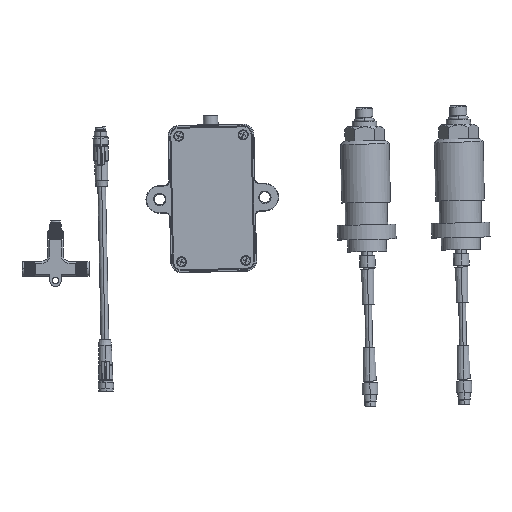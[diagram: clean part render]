
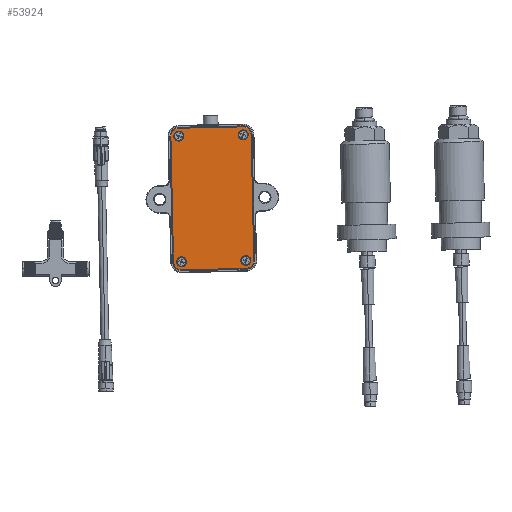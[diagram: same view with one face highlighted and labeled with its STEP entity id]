
A CAD part, front view. The second image highlights one B-rep face of the part: STEP entity #53924.
In plain terms, the highlighted face is planar.
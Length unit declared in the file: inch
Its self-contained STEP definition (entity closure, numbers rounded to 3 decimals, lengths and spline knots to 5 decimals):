
#48651=CARTESIAN_POINT('',(-0.82677,-0.23622,
-1.09449));
#48652=DIRECTION('',(0.,0.,-1.));
#48653=DIRECTION('',(0.,-1.,0.));
#48654=AXIS2_PLACEMENT_3D('',#48651,#48652,#48653);
#48656=CARTESIAN_POINT('',(0.82677,-0.23622,
-1.09449));
#48657=DIRECTION('',(0.,0.,-1.));
#48658=DIRECTION('',(1.,0.,0.));
#48659=AXIS2_PLACEMENT_3D('',#48656,#48657,#48658);
#48661=CARTESIAN_POINT('',(0.82677,2.99213,
-1.09449));
#48662=DIRECTION('',(0.,0.,-1.));
#48663=DIRECTION('',(0.,1.,0.));
#48664=AXIS2_PLACEMENT_3D('',#48661,#48662,#48663);
#48666=CARTESIAN_POINT('',(-0.82677,2.99213,
-1.09449));
#48667=DIRECTION('',(0.,0.,-1.));
#48668=DIRECTION('',(-1.,0.,0.));
#48669=AXIS2_PLACEMENT_3D('',#48666,#48667,#48668);
#48671=CARTESIAN_POINT('',(0.82677,-0.23622,
-1.09449));
#48672=DIRECTION('',(0.,0.,1.));
#48673=DIRECTION('',(-1.,0.,0.));
#48674=AXIS2_PLACEMENT_3D('',#48671,#48672,#48673);
#48676=CARTESIAN_POINT('',(0.82677,-0.23622,
-1.09449));
#48677=DIRECTION('',(0.,0.,1.));
#48678=DIRECTION('',(1.,0.,0.));
#48679=AXIS2_PLACEMENT_3D('',#48676,#48677,#48678);
#48681=CARTESIAN_POINT('',(-0.82677,-0.23622,
-1.09449));
#48682=DIRECTION('',(0.,0.,1.));
#48683=DIRECTION('',(-1.,0.,0.));
#48684=AXIS2_PLACEMENT_3D('',#48681,#48682,#48683);
#48686=CARTESIAN_POINT('',(-0.82677,-0.23622,
-1.09449));
#48687=DIRECTION('',(0.,0.,1.));
#48688=DIRECTION('',(1.,0.,0.));
#48689=AXIS2_PLACEMENT_3D('',#48686,#48687,#48688);
#48691=CARTESIAN_POINT('',(-0.82677,2.99213,
-1.09449));
#48692=DIRECTION('',(0.,0.,1.));
#48693=DIRECTION('',(-1.,0.,0.));
#48694=AXIS2_PLACEMENT_3D('',#48691,#48692,#48693);
#48696=CARTESIAN_POINT('',(-0.82677,2.99213,
-1.09449));
#48697=DIRECTION('',(0.,0.,1.));
#48698=DIRECTION('',(1.,0.,0.));
#48699=AXIS2_PLACEMENT_3D('',#48696,#48697,#48698);
#48701=CARTESIAN_POINT('',(0.82677,2.99213,
-1.09449));
#48702=DIRECTION('',(0.,0.,1.));
#48703=DIRECTION('',(-1.,0.,0.));
#48704=AXIS2_PLACEMENT_3D('',#48701,#48702,#48703);
#48706=CARTESIAN_POINT('',(0.82677,2.99213,
-1.09449));
#48707=DIRECTION('',(0.,0.,1.));
#48708=DIRECTION('',(1.,0.,0.));
#48709=AXIS2_PLACEMENT_3D('',#48706,#48707,#48708);
#48724=DIRECTION('',(1.,0.,0.));
#48725=VECTOR('',#48724,1.65354);
#48726=CARTESIAN_POINT('',(-0.82677,-0.43898,
-1.09449));
#48727=LINE('',#48726,#48725);
#48745=DIRECTION('',(0.,1.,0.));
#48746=VECTOR('',#48745,3.22835);
#48747=CARTESIAN_POINT('',(1.02953,-0.23622,
-1.09449));
#48748=LINE('',#48747,#48746);
#51015=DIRECTION('',(0.,-1.,0.));
#51016=VECTOR('',#51015,3.22835);
#51017=CARTESIAN_POINT('',(-1.02953,2.99213,
-1.09449));
#51018=LINE('',#51017,#51016);
#51040=DIRECTION('',(-1.,0.,0.));
#51041=VECTOR('',#51040,1.65354);
#51042=CARTESIAN_POINT('',(0.82677,3.19488,
-1.09449));
#51043=LINE('',#51042,#51041);
#52707=CARTESIAN_POINT('',(-0.82677,3.19488,
-1.09449));
#52709=VERTEX_POINT('',#52707);
#52714=CARTESIAN_POINT('',(1.02953,-0.23622,
-1.09449));
#52715=VERTEX_POINT('',#52714);
#52716=CARTESIAN_POINT('',(-1.02953,2.99213,
-1.09449));
#52717=VERTEX_POINT('',#52716);
#52730=CARTESIAN_POINT('',(-0.95472,2.99213,
-1.09449));
#52732=VERTEX_POINT('',#52730);
#52744=CARTESIAN_POINT('',(0.69882,-0.23622,
-1.09449));
#52745=CARTESIAN_POINT('',(0.95472,-0.23622,
-1.09449));
#52746=VERTEX_POINT('',#52744);
#52747=VERTEX_POINT('',#52745);
#52754=CARTESIAN_POINT('',(-0.69882,-0.23622,
-1.09449));
#52755=CARTESIAN_POINT('',(-0.95472,-0.23622,
-1.09449));
#52756=VERTEX_POINT('',#52754);
#52757=VERTEX_POINT('',#52755);
#52760=CARTESIAN_POINT('',(0.82677,3.19488,
-1.09449));
#52761=CARTESIAN_POINT('',(1.02953,2.99213,
-1.09449));
#52762=VERTEX_POINT('',#52760);
#52763=VERTEX_POINT('',#52761);
#52764=CARTESIAN_POINT('',(-1.02953,-0.23622,
-1.09449));
#52765=VERTEX_POINT('',#52764);
#52766=CARTESIAN_POINT('',(-0.69882,2.99213,
-1.09449));
#52768=VERTEX_POINT('',#52766);
#52774=CARTESIAN_POINT('',(0.69882,2.99213,
-1.09449));
#52775=VERTEX_POINT('',#52774);
#52780=CARTESIAN_POINT('',(-0.82677,-0.43898,
-1.09449));
#52781=VERTEX_POINT('',#52780);
#52782=CARTESIAN_POINT('',(0.95472,2.99213,
-1.09449));
#52783=VERTEX_POINT('',#52782);
#52784=CARTESIAN_POINT('',(0.82677,-0.43898,
-1.09449));
#52785=VERTEX_POINT('',#52784);
#53879=CARTESIAN_POINT('',(0.82677,2.99213,
-1.09449));
#53880=DIRECTION('',(0.,0.,-1.));
#53881=DIRECTION('',(-1.,0.,0.));
#53882=AXIS2_PLACEMENT_3D('',#53879,#53880,#53881);
#53883=PLANE('',#53882);
#53885=ORIENTED_EDGE('',*,*,#53884,.F.);
#53887=ORIENTED_EDGE('',*,*,#53886,.T.);
#53889=ORIENTED_EDGE('',*,*,#53888,.F.);
#53891=ORIENTED_EDGE('',*,*,#53890,.T.);
#53893=ORIENTED_EDGE('',*,*,#53892,.F.);
#53895=ORIENTED_EDGE('',*,*,#53894,.T.);
#53897=ORIENTED_EDGE('',*,*,#53896,.F.);
#53899=ORIENTED_EDGE('',*,*,#53898,.T.);
#53900=EDGE_LOOP('',(#53885,#53887,#53889,#53891,#53893,#53895,#53897,#53899));
#53901=FACE_OUTER_BOUND('',#53900,.F.);
#53903=ORIENTED_EDGE('',*,*,#53902,.F.);
#53905=ORIENTED_EDGE('',*,*,#53904,.F.);
#53906=EDGE_LOOP('',(#53903,#53905));
#53907=FACE_BOUND('',#53906,.F.);
#53909=ORIENTED_EDGE('',*,*,#53908,.F.);
#53911=ORIENTED_EDGE('',*,*,#53910,.F.);
#53912=EDGE_LOOP('',(#53909,#53911));
#53913=FACE_BOUND('',#53912,.F.);
#53915=ORIENTED_EDGE('',*,*,#53914,.F.);
#53917=ORIENTED_EDGE('',*,*,#53916,.F.);
#53918=EDGE_LOOP('',(#53915,#53917));
#53919=FACE_BOUND('',#53918,.F.);
#53920=ORIENTED_EDGE('',*,*,#53859,.F.);
#53921=ORIENTED_EDGE('',*,*,#53872,.F.);
#53922=EDGE_LOOP('',(#53920,#53921));
#53923=FACE_BOUND('',#53922,.F.);
#48655=CIRCLE('',#48654,0.20276);
#48660=CIRCLE('',#48659,0.20276);
#48665=CIRCLE('',#48664,0.20276);
#48670=CIRCLE('',#48669,0.20276);
#48675=CIRCLE('',#48674,0.12795);
#48680=CIRCLE('',#48679,0.12795);
#48685=CIRCLE('',#48684,0.12795);
#48690=CIRCLE('',#48689,0.12795);
#48695=CIRCLE('',#48694,0.12795);
#48700=CIRCLE('',#48699,0.12795);
#48705=CIRCLE('',#48704,0.12795);
#48710=CIRCLE('',#48709,0.12795);
#53859=EDGE_CURVE('',#52775,#52783,#48705,.T.);
#53872=EDGE_CURVE('',#52783,#52775,#48710,.T.);
#53884=EDGE_CURVE('',#52781,#52765,#48655,.T.);
#53886=EDGE_CURVE('',#52781,#52785,#48727,.T.);
#53888=EDGE_CURVE('',#52715,#52785,#48660,.T.);
#53890=EDGE_CURVE('',#52715,#52763,#48748,.T.);
#53892=EDGE_CURVE('',#52762,#52763,#48665,.T.);
#53894=EDGE_CURVE('',#52762,#52709,#51043,.T.);
#53896=EDGE_CURVE('',#52717,#52709,#48670,.T.);
#53898=EDGE_CURVE('',#52717,#52765,#51018,.T.);
#53902=EDGE_CURVE('',#52746,#52747,#48675,.T.);
#53904=EDGE_CURVE('',#52747,#52746,#48680,.T.);
#53908=EDGE_CURVE('',#52757,#52756,#48685,.T.);
#53910=EDGE_CURVE('',#52756,#52757,#48690,.T.);
#53914=EDGE_CURVE('',#52732,#52768,#48695,.T.);
#53916=EDGE_CURVE('',#52768,#52732,#48700,.T.);
#53924=ADVANCED_FACE('',(#53901,#53907,#53913,#53919,#53923),#53883,.T.);
